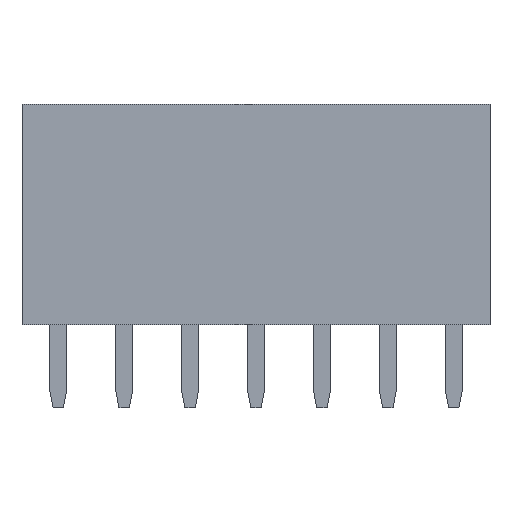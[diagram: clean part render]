
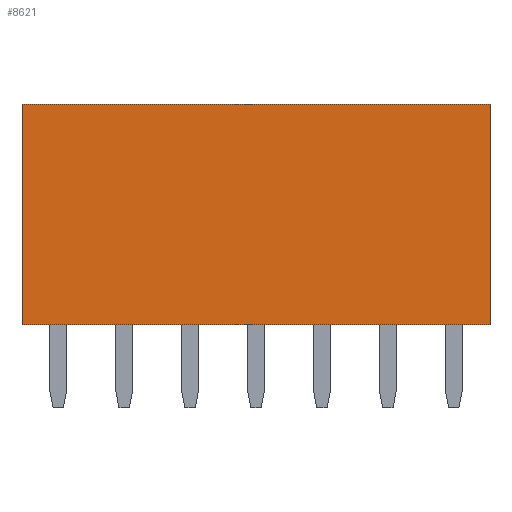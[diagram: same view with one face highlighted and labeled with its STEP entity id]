
A CAD part, top view. The second image highlights one B-rep face of the part: STEP entity #8621.
In plain terms, the highlighted planar face has unit normal (0, 0, 1).
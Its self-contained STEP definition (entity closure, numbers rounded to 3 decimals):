
#4240 = VERTEX_POINT('',#4241);
#4241 = CARTESIAN_POINT('',(9.015,0.,1.25));
#4247 = EDGE_CURVE('',#4248,#4240,#4250,.T.);
#4248 = VERTEX_POINT('',#4249);
#4249 = CARTESIAN_POINT('',(-9.015,0.,1.25));
#4250 = LINE('',#4251,#4252);
#4251 = CARTESIAN_POINT('',(-9.015,0.,1.25));
#4252 = VECTOR('',#4253,1.);
#4253 = DIRECTION('',(1.,0.,0.));
#8383 = VERTEX_POINT('',#8384);
#8384 = CARTESIAN_POINT('',(9.015,8.5,1.25));
#8401 = VERTEX_POINT('',#8402);
#8402 = CARTESIAN_POINT('',(-9.015,8.5,1.25));
#8408 = EDGE_CURVE('',#8401,#8383,#8409,.T.);
#8409 = LINE('',#8410,#8411);
#8410 = CARTESIAN_POINT('',(-9.015,8.5,1.25));
#8411 = VECTOR('',#8412,1.);
#8412 = DIRECTION('',(1.,0.,0.));
#8621 = ADVANCED_FACE('',(#8622),#8638,.T.);
#8622 = FACE_BOUND('',#8623,.T.);
#8623 = EDGE_LOOP('',(#8624,#8630,#8631,#8637));
#8624 = ORIENTED_EDGE('',*,*,#8625,.T.);
#8625 = EDGE_CURVE('',#4240,#8383,#8626,.T.);
#8626 = LINE('',#8627,#8628);
#8627 = CARTESIAN_POINT('',(9.015,0.,1.25));
#8628 = VECTOR('',#8629,1.);
#8629 = DIRECTION('',(0.,1.,0.));
#8630 = ORIENTED_EDGE('',*,*,#8408,.F.);
#8631 = ORIENTED_EDGE('',*,*,#8632,.F.);
#8632 = EDGE_CURVE('',#4248,#8401,#8633,.T.);
#8633 = LINE('',#8634,#8635);
#8634 = CARTESIAN_POINT('',(-9.015,0.,1.25));
#8635 = VECTOR('',#8636,1.);
#8636 = DIRECTION('',(0.,1.,0.));
#8637 = ORIENTED_EDGE('',*,*,#4247,.T.);
#8638 = PLANE('',#8639);
#8639 = AXIS2_PLACEMENT_3D('',#8640,#8641,#8642);
#8640 = CARTESIAN_POINT('',(-9.015,4.25,1.25));
#8641 = DIRECTION('',(0.,0.,1.));
#8642 = DIRECTION('',(0.,-1.,0.));
